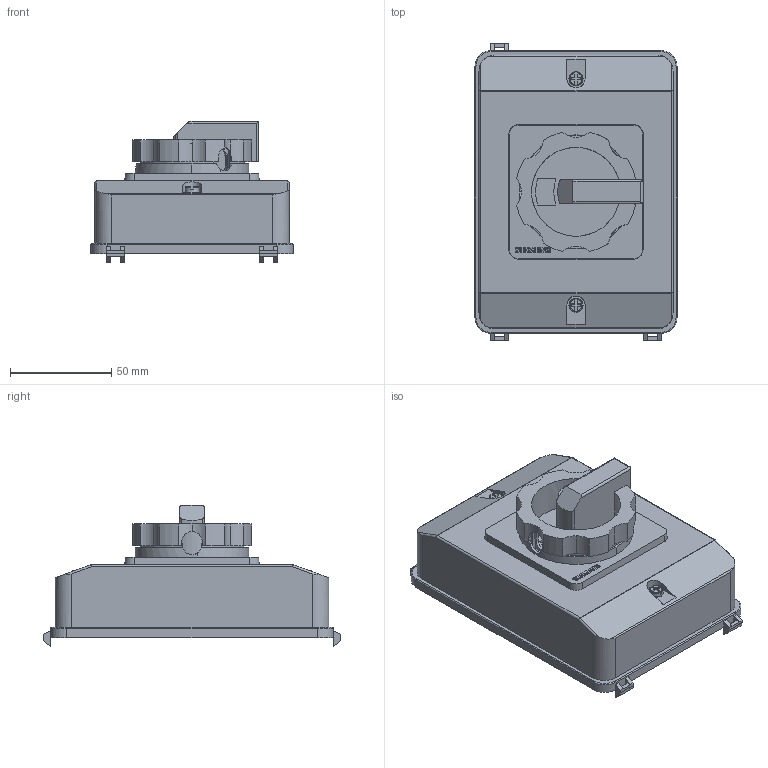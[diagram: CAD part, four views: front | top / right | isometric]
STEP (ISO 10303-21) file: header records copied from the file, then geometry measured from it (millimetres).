
FILE_DESCRIPTION(('STEP AP214'),'1');
FILE_NAME('cctmp_FD24BFBC-F517-494C-9F3D-10EEB441C8C9_2023_01_19_07_50_23_0497..stp','2023-01-19T06:50:23',('SIEMENS A&D'),('CADClick - www.CADClick.com'),'Spatial InterOp 3D postprocessed',' ','unknown authorization');
FILE_SCHEMA(('AUTOMOTIVE_DESIGN'));
Length unit declared in the file: millimetre
Products named in the file (1): 2023_01_19_07_50_23_0492
Bounding box: 100 x 147.2 x 69.9 mm (x, y, z)
Volume: 493226.8 mm3; surface area: 65630.2 mm2
Topology: 1 solids, 3 shells, 391 faces, 1068 edges, 692 vertices
Faces by surface type: plane 211, cylinder 134, cone 34, torus 12
Entity records: 15317 total; most frequent: CARTESIAN_POINT 4088, ORIENTED_EDGE 2136, DIRECTION 2070, EDGE_CURVE 1068, AXIS2_PLACEMENT_3D 698, VERTEX_POINT 692, LINE 674, VECTOR 674
